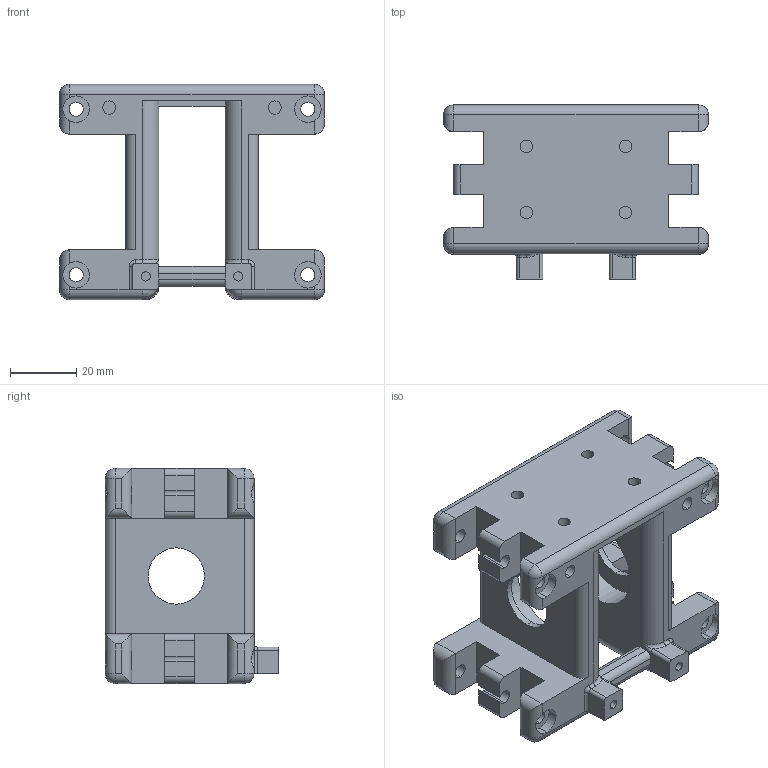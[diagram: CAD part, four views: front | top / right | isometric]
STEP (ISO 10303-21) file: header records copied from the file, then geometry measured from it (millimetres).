
FILE_DESCRIPTION (( 'STEP AP203' ), '1' );
FILE_NAME ('Main Suspension Hub Connector Rear (actually front ).STEP', '2025-12-09T16:42:50', ( '' ), ( '' ), 'SwSTEP 2.0', 'SolidWorks 2025', '' );
FILE_SCHEMA (( 'CONFIG_CONTROL_DESIGN' ));
Length unit declared in the file: millimetre
Products named in the file (1): Main Suspension Hub Connector Rear (actually front )
Bounding box: 80 x 52.5 x 65 mm (x, y, z)
Volume: 83635.6 mm3; surface area: 30753.8 mm2
Topology: 1 solids, 1 shells, 278 faces, 770 edges, 480 vertices
Faces by surface type: cylinder 140, plane 118, sphere 8, bspline 8, torus 4
Entity records: 9351 total; most frequent: CARTESIAN_POINT 2231, ORIENTED_EDGE 1512, DIRECTION 1474, EDGE_CURVE 756, AXIS2_PLACEMENT_3D 519, VERTEX_POINT 480, LINE 436, VECTOR 436
